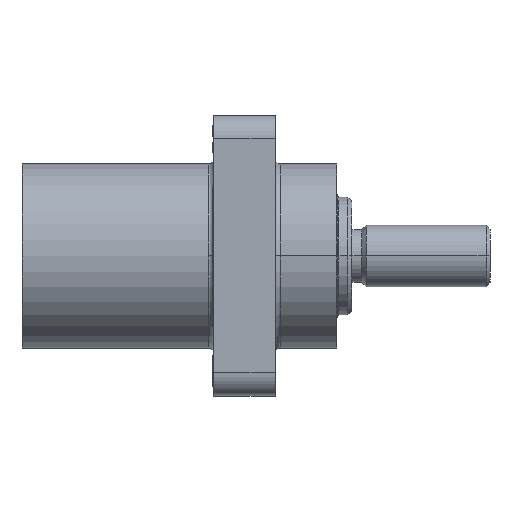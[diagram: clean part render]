
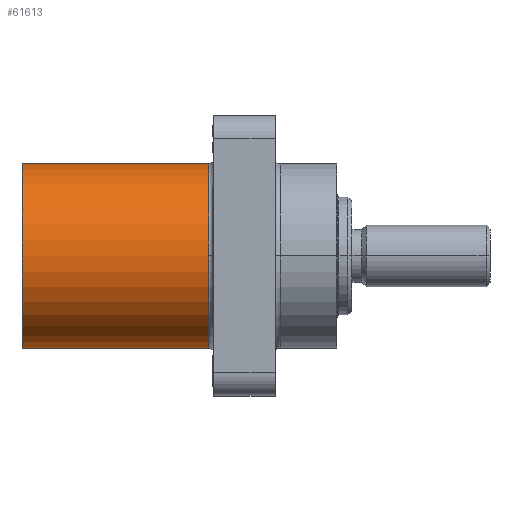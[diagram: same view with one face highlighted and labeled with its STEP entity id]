
A CAD part, top view. The second image highlights one B-rep face of the part: STEP entity #61613.
In plain terms, the highlighted cylindrical face has radius 19.05 mm (diameter 38.1 mm), a partial arc.
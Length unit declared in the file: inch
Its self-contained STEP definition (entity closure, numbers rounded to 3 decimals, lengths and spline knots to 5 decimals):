
#756 = CIRCLE ( 'NONE', #85573, 0.75 ) ;
#2575 = CARTESIAN_POINT ( 'NONE',  ( -2.12337, 0.94415, -0.18197 ) ) ;
#5603 = DIRECTION ( 'NONE',  ( -1., 0., 0. ) ) ;
#5715 = CARTESIAN_POINT ( 'NONE',  ( -2.12337, 0.94415, -0.18197 ) ) ;
#7860 = CARTESIAN_POINT ( 'NONE',  ( -0.60337, 0.19415, -0.18197 ) ) ;
#11235 = CARTESIAN_POINT ( 'NONE',  ( -0.60337, 0.19415, -0.18197 ) ) ;
#14313 = ORIENTED_EDGE ( 'NONE', *, *, #14920, .F. ) ;
#14920 = EDGE_CURVE ( 'NONE', #57125, #18489, #44381, .T. ) ;
#15811 = CIRCLE ( 'NONE', #60313, 0.75 ) ;
#18268 = FACE_OUTER_BOUND ( 'NONE', #89793, .T. ) ;
#18489 = VERTEX_POINT ( 'NONE', #2575 ) ;
#19588 = CARTESIAN_POINT ( 'NONE',  ( -2.12337, 0.19415, -0.18197 ) ) ;
#20294 = EDGE_CURVE ( 'NONE', #32955, #18489, #69037, .T. ) ;
#23545 = CARTESIAN_POINT ( 'NONE',  ( -2.12337, -0.55585, -0.18197 ) ) ;
#24008 = DIRECTION ( 'NONE',  ( -1., 0., 0. ) ) ;
#25841 = VERTEX_POINT ( 'NONE', #39484 ) ;
#26555 = VERTEX_POINT ( 'NONE', #32261 ) ;
#29642 = AXIS2_PLACEMENT_3D ( 'NONE', #19588, #5603, #62829 ) ;
#32261 = CARTESIAN_POINT ( 'NONE',  ( -0.60337, 0.19415, 0.56803 ) ) ;
#32955 = VERTEX_POINT ( 'NONE', #34831 ) ;
#33305 = ORIENTED_EDGE ( 'NONE', *, *, #89910, .T. ) ;
#34831 = CARTESIAN_POINT ( 'NONE',  ( -0.60337, 0.94415, -0.18197 ) ) ;
#37247 = VECTOR ( 'NONE', #24008, 39.37008 ) ;
#38556 = ORIENTED_EDGE ( 'NONE', *, *, #20294, .T. ) ;
#39484 = CARTESIAN_POINT ( 'NONE',  ( -0.60337, -0.55585, -0.18197 ) ) ;
#42212 = VECTOR ( 'NONE', #56828, 39.37008 ) ;
#43148 = DIRECTION ( 'NONE',  ( -1., 0., 0. ) ) ;
#44381 = CIRCLE ( 'NONE', #29642, 0.75 ) ;
#46888 = EDGE_CURVE ( 'NONE', #26555, #32955, #15811, .T. ) ;
#52134 = DIRECTION ( 'NONE',  ( 0., 0., -1. ) ) ;
#55491 = CARTESIAN_POINT ( 'NONE',  ( -2.12337, -0.55585, -0.18197 ) ) ;
#56326 = DIRECTION ( 'NONE',  ( 0., -1., 0. ) ) ;
#56828 = DIRECTION ( 'NONE',  ( -1., 0., 0. ) ) ;
#57125 = VERTEX_POINT ( 'NONE', #55491 ) ;
#57687 = ORIENTED_EDGE ( 'NONE', *, *, #46888, .T. ) ;
#59583 = EDGE_CURVE ( 'NONE', #25841, #57125, #72436, .T. ) ;
#60313 = AXIS2_PLACEMENT_3D ( 'NONE', #7860, #43148, #70670 ) ;
#61024 = CYLINDRICAL_SURFACE ( 'NONE', #89710, 0.75 ) ;
#61613 = ADVANCED_FACE ( 'NONE', ( #18268 ), #61024, .T. ) ;
#62829 = DIRECTION ( 'NONE',  ( 0., -1., 0. ) ) ;
#64267 = DIRECTION ( 'NONE',  ( -1., 0., 0. ) ) ;
#68015 = DIRECTION ( 'NONE',  ( -1., 0., 0. ) ) ;
#69037 = LINE ( 'NONE', #5715, #42212 ) ;
#70670 = DIRECTION ( 'NONE',  ( 0., 0., -1. ) ) ;
#72436 = LINE ( 'NONE', #23545, #37247 ) ;
#76864 = CARTESIAN_POINT ( 'NONE',  ( -2.12337, 0.19415, -0.18197 ) ) ;
#84713 = ORIENTED_EDGE ( 'NONE', *, *, #59583, .F. ) ;
#85573 = AXIS2_PLACEMENT_3D ( 'NONE', #11235, #68015, #52134 ) ;
#89710 = AXIS2_PLACEMENT_3D ( 'NONE', #76864, #64267, #56326 ) ;
#89793 = EDGE_LOOP ( 'NONE', ( #33305, #57687, #38556, #14313, #84713 ) ) ;
#89910 = EDGE_CURVE ( 'NONE', #25841, #26555, #756, .T. ) ;
